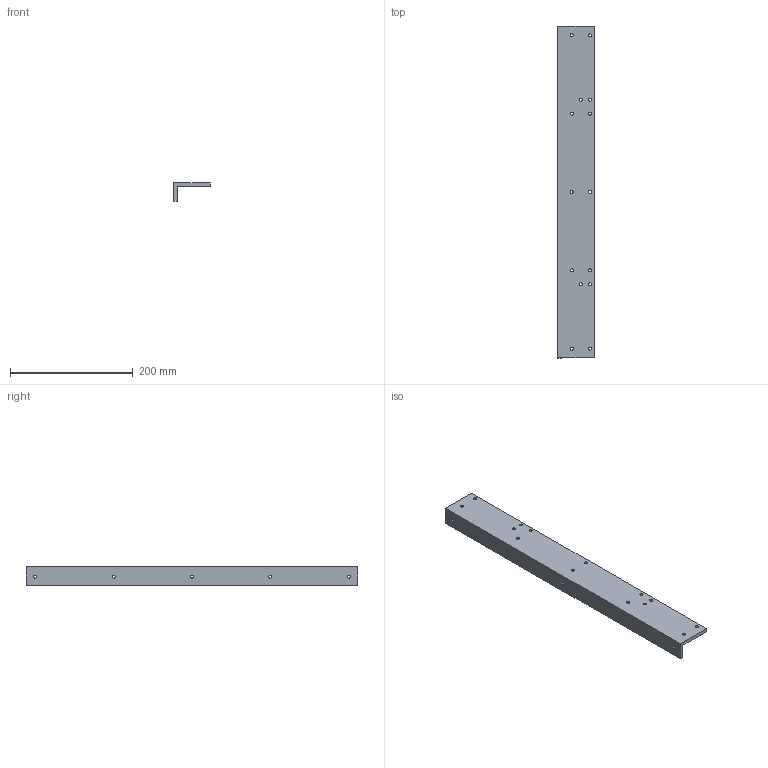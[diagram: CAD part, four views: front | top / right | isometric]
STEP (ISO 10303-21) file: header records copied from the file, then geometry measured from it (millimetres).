
FILE_DESCRIPTION(('STEP AP214'),'1');
FILE_NAME('3033083 EBB Kufensystem .stp','2025-08-04T10:31:23',(' '),(' '),'Spatial InterOp 3D',' ',' ');
FILE_SCHEMA(('AUTOMOTIVE_DESIGN { 1 0 10303 214 1 1 1 1 }'));
Length unit declared in the file: millimetre
Products named in the file (1): 3033083
Bounding box: 60 x 540 x 30 mm (x, y, z)
Volume: 269937.1 mm3; surface area: 99251.5 mm2
Topology: 1 solids, 1 shells, 27 faces, 94 edges, 69 vertices
Faces by surface type: cylinder 19, plane 8
Full cylindrical faces by diameter (mm): 4.917 x4, 5 x15
Entity records: 1110 total; most frequent: DIRECTION 150, CARTESIAN_POINT 134, ORIENTED_EDGE 112, EDGE_LOOP 84, FACE_BOUND 76, AXIS2_PLACEMENT_3D 66, EDGE_CURVE 56, VERTEX_POINT 50
